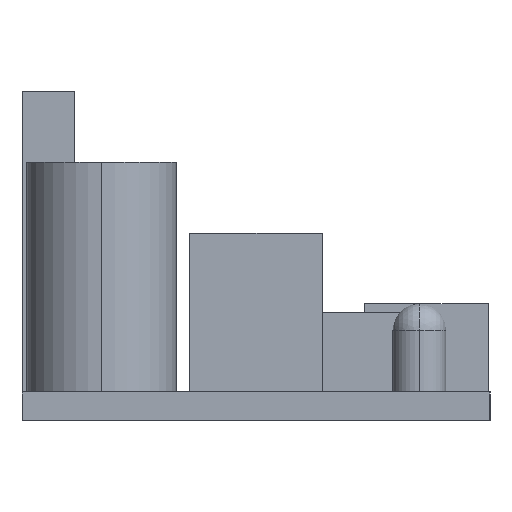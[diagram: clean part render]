
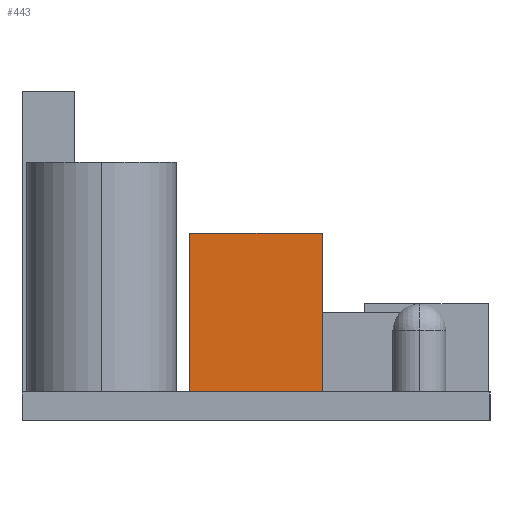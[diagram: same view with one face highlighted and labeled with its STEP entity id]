
A CAD part, left-side view. The second image highlights one B-rep face of the part: STEP entity #443.
In plain terms, the highlighted planar face has unit normal (-1, 0, 0).
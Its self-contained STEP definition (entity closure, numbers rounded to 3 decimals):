
#6 = CARTESIAN_POINT ( 'NONE',  ( 0.1, 17., 10.6 ) ) ;
#81 = DIRECTION ( 'NONE',  ( 0., 1., 0. ) ) ;
#97 = EDGE_CURVE ( 'NONE', #932, #792, #703, .T. ) ;
#346 = LINE ( 'NONE', #687, #1325 ) ;
#355 = EDGE_CURVE ( 'NONE', #792, #585, #1042, .T. ) ;
#391 = VECTOR ( 'NONE', #919, 1000. ) ;
#395 = CARTESIAN_POINT ( 'NONE',  ( 0.1, 9.5, 1.6 ) ) ;
#401 = CARTESIAN_POINT ( 'NONE',  ( 0.1, 17., 1.6 ) ) ;
#405 = CARTESIAN_POINT ( 'NONE',  ( 0.1, 17., 10.6 ) ) ;
#440 = CARTESIAN_POINT ( 'NONE',  ( 0.1, 9.5, 10.6 ) ) ;
#443 = ADVANCED_FACE ( 'NONE', ( #784 ), #1211, .F. ) ;
#549 = CARTESIAN_POINT ( 'NONE',  ( 0.1, 17., 10.6 ) ) ;
#550 = ORIENTED_EDGE ( 'NONE', *, *, #1255, .T. ) ;
#572 = CARTESIAN_POINT ( 'NONE',  ( 0.1, 17., 1.6 ) ) ;
#585 = VERTEX_POINT ( 'NONE', #395 ) ;
#647 = VECTOR ( 'NONE', #799, 1000. ) ;
#687 = CARTESIAN_POINT ( 'NONE',  ( 0.1, 17., 10.6 ) ) ;
#691 = LINE ( 'NONE', #572, #391 ) ;
#703 = LINE ( 'NONE', #405, #1133 ) ;
#784 = FACE_OUTER_BOUND ( 'NONE', #1366, .T. ) ;
#792 = VERTEX_POINT ( 'NONE', #1048 ) ;
#799 = DIRECTION ( 'NONE',  ( 0., 0., -1. ) ) ;
#863 = EDGE_CURVE ( 'NONE', #932, #1132, #346, .T. ) ;
#919 = DIRECTION ( 'NONE',  ( 0., -1., 0. ) ) ;
#932 = VERTEX_POINT ( 'NONE', #6 ) ;
#1042 = LINE ( 'NONE', #440, #647 ) ;
#1048 = CARTESIAN_POINT ( 'NONE',  ( 0.1, 9.5, 10.6 ) ) ;
#1132 = VERTEX_POINT ( 'NONE', #401 ) ;
#1133 = VECTOR ( 'NONE', #1243, 1000. ) ;
#1180 = DIRECTION ( 'NONE',  ( 0., 0., -1. ) ) ;
#1211 = PLANE ( 'NONE',  #1499 ) ;
#1243 = DIRECTION ( 'NONE',  ( 0., -1., 0. ) ) ;
#1255 = EDGE_CURVE ( 'NONE', #1132, #585, #691, .T. ) ;
#1256 = ORIENTED_EDGE ( 'NONE', *, *, #97, .F. ) ;
#1325 = VECTOR ( 'NONE', #1180, 1000. ) ;
#1366 = EDGE_LOOP ( 'NONE', ( #550, #1539, #1256, #1504 ) ) ;
#1499 = AXIS2_PLACEMENT_3D ( 'NONE', #549, #1509, #81 ) ;
#1504 = ORIENTED_EDGE ( 'NONE', *, *, #863, .T. ) ;
#1509 = DIRECTION ( 'NONE',  ( 1., 0., 0. ) ) ;
#1539 = ORIENTED_EDGE ( 'NONE', *, *, #355, .F. ) ;
